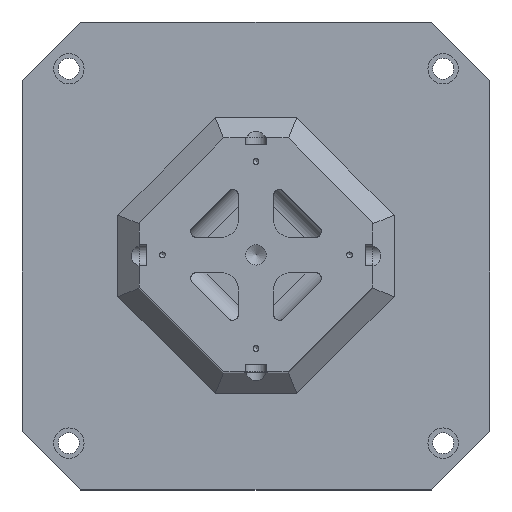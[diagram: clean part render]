
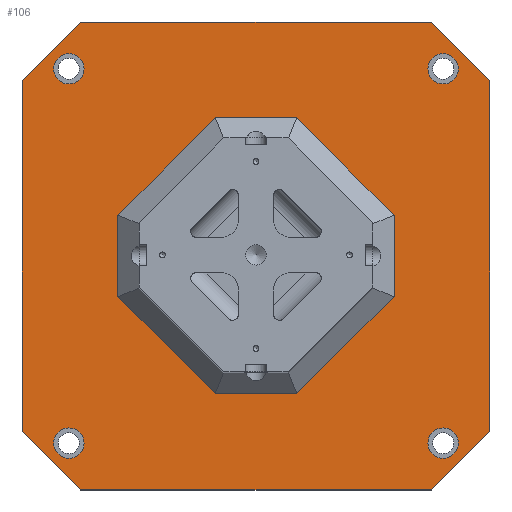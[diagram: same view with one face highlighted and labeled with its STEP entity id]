
A CAD part, top view. The second image highlights one B-rep face of the part: STEP entity #106.
In plain terms, the highlighted planar face has unit normal (0, 0, 1).
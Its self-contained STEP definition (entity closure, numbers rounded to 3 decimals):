
#106 = ADVANCED_FACE( '', ( #437, #438, #439, #440, #441, #442 ), #443, .T. );
#437 = FACE_BOUND( '', #1101, .T. );
#438 = FACE_BOUND( '', #1102, .T. );
#439 = FACE_BOUND( '', #1103, .T. );
#440 = FACE_BOUND( '', #1104, .T. );
#441 = FACE_BOUND( '', #1105, .T. );
#442 = FACE_OUTER_BOUND( '', #1106, .T. );
#443 = PLANE( '', #1107 );
#1101 = EDGE_LOOP( '', ( #2018 ) );
#1102 = EDGE_LOOP( '', ( #2019 ) );
#1103 = EDGE_LOOP( '', ( #2020 ) );
#1104 = EDGE_LOOP( '', ( #2021 ) );
#1105 = EDGE_LOOP( '', ( #2022, #2023, #2024, #2025, #2026, #2027, #2028, #2029 ) );
#1106 = EDGE_LOOP( '', ( #2030, #2031, #2032, #2033, #2034, #2035, #2036, #2037 ) );
#1107 = AXIS2_PLACEMENT_3D( '', #2038, #2039, #2040 );
#2018 = ORIENTED_EDGE( '', *, *, #3526, .T. );
#2019 = ORIENTED_EDGE( '', *, *, #3527, .T. );
#2020 = ORIENTED_EDGE( '', *, *, #3528, .T. );
#2021 = ORIENTED_EDGE( '', *, *, #3529, .T. );
#2022 = ORIENTED_EDGE( '', *, *, #3530, .T. );
#2023 = ORIENTED_EDGE( '', *, *, #3531, .T. );
#2024 = ORIENTED_EDGE( '', *, *, #3532, .T. );
#2025 = ORIENTED_EDGE( '', *, *, #3533, .T. );
#2026 = ORIENTED_EDGE( '', *, *, #3453, .T. );
#2027 = ORIENTED_EDGE( '', *, *, #3534, .T. );
#2028 = ORIENTED_EDGE( '', *, *, #3535, .T. );
#2029 = ORIENTED_EDGE( '', *, *, #3536, .T. );
#2030 = ORIENTED_EDGE( '', *, *, #3537, .T. );
#2031 = ORIENTED_EDGE( '', *, *, #3538, .T. );
#2032 = ORIENTED_EDGE( '', *, *, #3539, .T. );
#2033 = ORIENTED_EDGE( '', *, *, #3296, .T. );
#2034 = ORIENTED_EDGE( '', *, *, #3432, .T. );
#2035 = ORIENTED_EDGE( '', *, *, #3540, .T. );
#2036 = ORIENTED_EDGE( '', *, *, #3541, .T. );
#2037 = ORIENTED_EDGE( '', *, *, #3542, .T. );
#2038 = CARTESIAN_POINT( '', ( -200., -200., 40. ) );
#2039 = DIRECTION( '', ( 0., 0., 1. ) );
#2040 = DIRECTION( '', ( 1., 0., 0. ) );
#3296 = EDGE_CURVE( '', #3778, #3779, #3780, .F. );
#3432 = EDGE_CURVE( '', #3779, #4027, #4029, .T. );
#3453 = EDGE_CURVE( '', #4069, #4066, #4070, .T. );
#3526 = EDGE_CURVE( '', #4202, #4202, #4203, .T. );
#3527 = EDGE_CURVE( '', #4204, #4204, #4205, .T. );
#3528 = EDGE_CURVE( '', #4206, #4206, #4207, .T. );
#3529 = EDGE_CURVE( '', #4208, #4208, #4209, .T. );
#3530 = EDGE_CURVE( '', #4210, #4211, #4212, .T. );
#3531 = EDGE_CURVE( '', #4211, #4213, #4214, .T. );
#3532 = EDGE_CURVE( '', #4213, #4215, #4216, .T. );
#3533 = EDGE_CURVE( '', #4215, #4069, #4217, .T. );
#3534 = EDGE_CURVE( '', #4066, #4218, #4219, .T. );
#3535 = EDGE_CURVE( '', #4218, #4220, #4221, .T. );
#3536 = EDGE_CURVE( '', #4220, #4210, #4222, .T. );
#3537 = EDGE_CURVE( '', #4223, #4224, #4225, .T. );
#3538 = EDGE_CURVE( '', #4224, #4226, #4227, .F. );
#3539 = EDGE_CURVE( '', #4226, #3778, #4228, .T. );
#3540 = EDGE_CURVE( '', #4027, #4229, #4230, .F. );
#3541 = EDGE_CURVE( '', #4229, #4231, #4232, .T. );
#3542 = EDGE_CURVE( '', #4231, #4223, #4233, .F. );
#3778 = VERTEX_POINT( '', #4590 );
#3779 = VERTEX_POINT( '', #4591 );
#3780 = LINE( '', #4592, #4593 );
#4027 = VERTEX_POINT( '', #4929 );
#4029 = LINE( '', #4932, #4933 );
#4066 = VERTEX_POINT( '', #4978 );
#4069 = VERTEX_POINT( '', #4982 );
#4070 = LINE( '', #4983, #4984 );
#4202 = VERTEX_POINT( '', #5151 );
#4203 = CIRCLE( '', #5152, 13. );
#4204 = VERTEX_POINT( '', #5153 );
#4205 = CIRCLE( '', #5154, 13. );
#4206 = VERTEX_POINT( '', #5155 );
#4207 = CIRCLE( '', #5156, 13. );
#4208 = VERTEX_POINT( '', #5157 );
#4209 = CIRCLE( '', #5158, 13. );
#4210 = VERTEX_POINT( '', #5159 );
#4211 = VERTEX_POINT( '', #5160 );
#4212 = LINE( '', #5161, #5162 );
#4213 = VERTEX_POINT( '', #5163 );
#4214 = LINE( '', #5164, #5165 );
#4215 = VERTEX_POINT( '', #5166 );
#4216 = LINE( '', #5167, #5168 );
#4217 = LINE( '', #5169, #5170 );
#4218 = VERTEX_POINT( '', #5171 );
#4219 = LINE( '', #5172, #5173 );
#4220 = VERTEX_POINT( '', #5174 );
#4221 = LINE( '', #5175, #5176 );
#4222 = LINE( '', #5177, #5178 );
#4223 = VERTEX_POINT( '', #5179 );
#4224 = VERTEX_POINT( '', #5180 );
#4225 = LINE( '', #5181, #5182 );
#4226 = VERTEX_POINT( '', #5183 );
#4227 = LINE( '', #5184, #5185 );
#4228 = LINE( '', #5186, #5187 );
#4229 = VERTEX_POINT( '', #5188 );
#4230 = LINE( '', #5189, #5190 );
#4231 = VERTEX_POINT( '', #5191 );
#4232 = LINE( '', #5192, #5193 );
#4233 = LINE( '', #5194, #5195 );
#4590 = CARTESIAN_POINT( '', ( -150., 200., 40. ) );
#4591 = CARTESIAN_POINT( '', ( -200., 150., 40. ) );
#4592 = CARTESIAN_POINT( '', ( -375., -25., 40. ) );
#4593 = VECTOR( '', #5826, 1000. );
#4929 = CARTESIAN_POINT( '', ( -200., -150., 40. ) );
#4932 = CARTESIAN_POINT( '', ( -200., 200., 40. ) );
#4933 = VECTOR( '', #6049, 1000. );
#4978 = CARTESIAN_POINT( '', ( 118., 34.956, 40. ) );
#4982 = CARTESIAN_POINT( '', ( 34.956, 118., 40. ) );
#4983 = CARTESIAN_POINT( '', ( 112.728, 40.228, 40. ) );
#4984 = VECTOR( '', #6092, 1000. );
#5151 = CARTESIAN_POINT( '', ( -160., 147., 40. ) );
#5152 = AXIS2_PLACEMENT_3D( '', #6239, #6240, #6241 );
#5153 = CARTESIAN_POINT( '', ( -160., -173., 40. ) );
#5154 = AXIS2_PLACEMENT_3D( '', #6242, #6243, #6244 );
#5155 = CARTESIAN_POINT( '', ( 160., -173., 40. ) );
#5156 = AXIS2_PLACEMENT_3D( '', #6245, #6246, #6247 );
#5157 = CARTESIAN_POINT( '', ( 160., 147., 40. ) );
#5158 = AXIS2_PLACEMENT_3D( '', #6248, #6249, #6250 );
#5159 = CARTESIAN_POINT( '', ( -34.956, -118., 40. ) );
#5160 = CARTESIAN_POINT( '', ( -118., -34.956, 40. ) );
#5161 = CARTESIAN_POINT( '', ( -112.728, -40.228, 40. ) );
#5162 = VECTOR( '', #6251, 1000. );
#5163 = CARTESIAN_POINT( '', ( -118., 34.956, 40. ) );
#5164 = CARTESIAN_POINT( '', ( -118., 27.5, 40. ) );
#5165 = VECTOR( '', #6252, 1000. );
#5166 = CARTESIAN_POINT( '', ( -34.956, 118., 40. ) );
#5167 = CARTESIAN_POINT( '', ( -40.228, 112.728, 40. ) );
#5168 = VECTOR( '', #6253, 1000. );
#5169 = CARTESIAN_POINT( '', ( 27.5, 118., 40. ) );
#5170 = VECTOR( '', #6254, 1000. );
#5171 = CARTESIAN_POINT( '', ( 118., -34.956, 40. ) );
#5172 = CARTESIAN_POINT( '', ( 118., -27.5, 40. ) );
#5173 = VECTOR( '', #6255, 1000. );
#5174 = CARTESIAN_POINT( '', ( 34.956, -118., 40. ) );
#5175 = CARTESIAN_POINT( '', ( 40.228, -112.728, 40. ) );
#5176 = VECTOR( '', #6256, 1000. );
#5177 = CARTESIAN_POINT( '', ( -27.5, -118., 40. ) );
#5178 = VECTOR( '', #6257, 1000. );
#5179 = CARTESIAN_POINT( '', ( 200., -150., 40. ) );
#5180 = CARTESIAN_POINT( '', ( 200., 150., 40. ) );
#5181 = CARTESIAN_POINT( '', ( 200., -200., 40. ) );
#5182 = VECTOR( '', #6258, 1000. );
#5183 = CARTESIAN_POINT( '', ( 150., 200., 40. ) );
#5184 = CARTESIAN_POINT( '', ( 175., 175., 40. ) );
#5185 = VECTOR( '', #6259, 1000. );
#5186 = CARTESIAN_POINT( '', ( 200., 200., 40. ) );
#5187 = VECTOR( '', #6260, 1000. );
#5188 = CARTESIAN_POINT( '', ( -150., -200., 40. ) );
#5189 = CARTESIAN_POINT( '', ( -175., -175., 40. ) );
#5190 = VECTOR( '', #6261, 1000. );
#5191 = CARTESIAN_POINT( '', ( 150., -200., 40. ) );
#5192 = CARTESIAN_POINT( '', ( -200., -200., 40. ) );
#5193 = VECTOR( '', #6262, 1000. );
#5194 = CARTESIAN_POINT( '', ( -25., -375., 40. ) );
#5195 = VECTOR( '', #6263, 1000. );
#5826 = DIRECTION( '', ( 0.707, 0.707, 0. ) );
#6049 = DIRECTION( '', ( 0., -1., 0. ) );
#6092 = DIRECTION( '', ( 0.707, -0.707, 0. ) );
#6239 = CARTESIAN_POINT( '', ( -160., 160., 40. ) );
#6240 = DIRECTION( '', ( 0., 0., -1. ) );
#6241 = DIRECTION( '', ( 0., -1., 0. ) );
#6242 = CARTESIAN_POINT( '', ( -160., -160., 40. ) );
#6243 = DIRECTION( '', ( 0., 0., -1. ) );
#6244 = DIRECTION( '', ( 0., -1., 0. ) );
#6245 = CARTESIAN_POINT( '', ( 160., -160., 40. ) );
#6246 = DIRECTION( '', ( 0., 0., -1. ) );
#6247 = DIRECTION( '', ( 0., -1., 0. ) );
#6248 = CARTESIAN_POINT( '', ( 160., 160., 40. ) );
#6249 = DIRECTION( '', ( 0., 0., -1. ) );
#6250 = DIRECTION( '', ( 0., -1., 0. ) );
#6251 = DIRECTION( '', ( -0.707, 0.707, 0. ) );
#6252 = DIRECTION( '', ( 0., 1., 0. ) );
#6253 = DIRECTION( '', ( 0.707, 0.707, 0. ) );
#6254 = DIRECTION( '', ( 1., 0., 0. ) );
#6255 = DIRECTION( '', ( 0., -1., 0. ) );
#6256 = DIRECTION( '', ( -0.707, -0.707, 0. ) );
#6257 = DIRECTION( '', ( -1., 0., 0. ) );
#6258 = DIRECTION( '', ( 0., 1., 0. ) );
#6259 = DIRECTION( '', ( 0.707, -0.707, 0. ) );
#6260 = DIRECTION( '', ( -1., 0., 0. ) );
#6261 = DIRECTION( '', ( -0.707, 0.707, 0. ) );
#6262 = DIRECTION( '', ( 1., 0., 0. ) );
#6263 = DIRECTION( '', ( -0.707, -0.707, 0. ) );
